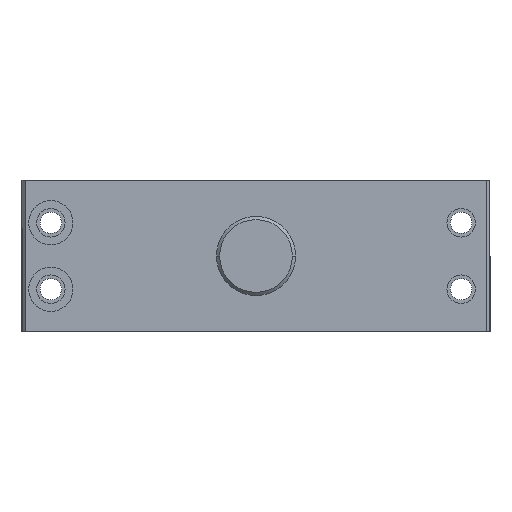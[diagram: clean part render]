
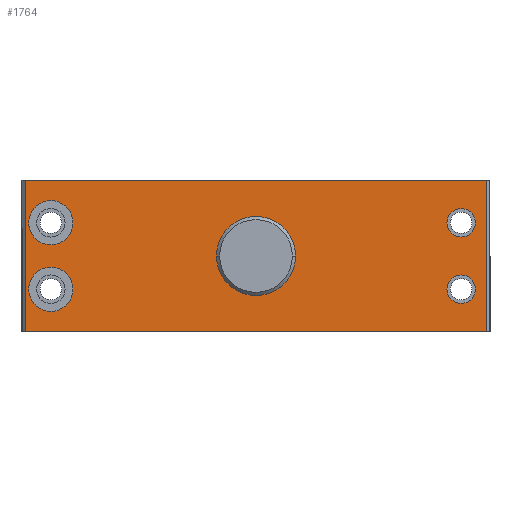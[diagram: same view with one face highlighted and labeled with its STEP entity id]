
A CAD part, left-side view. The second image highlights one B-rep face of the part: STEP entity #1764.
In plain terms, the highlighted planar face has unit normal (-1, 0, 0).
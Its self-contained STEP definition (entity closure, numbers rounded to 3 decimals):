
#59 = VERTEX_POINT ( 'NONE', #2169 ) ;
#70 = AXIS2_PLACEMENT_3D ( 'NONE', #2793, #127, #2804 ) ;
#127 = DIRECTION ( 'NONE',  ( -1., 0., 0. ) ) ;
#128 = ORIENTED_EDGE ( 'NONE', *, *, #2319, .F. ) ;
#197 = DIRECTION ( 'NONE',  ( -1., 0., 0. ) ) ;
#204 = VERTEX_POINT ( 'NONE', #2538 ) ;
#225 = CIRCLE ( 'NONE', #3311, 4.5 ) ;
#295 = AXIS2_PLACEMENT_3D ( 'NONE', #566, #1793, #889 ) ;
#343 = CIRCLE ( 'NONE', #3566, 7. ) ;
#377 = ORIENTED_EDGE ( 'NONE', *, *, #1027, .F. ) ;
#394 = ORIENTED_EDGE ( 'NONE', *, *, #2195, .F. ) ;
#471 = AXIS2_PLACEMENT_3D ( 'NONE', #1816, #2396, #2152 ) ;
#520 = DIRECTION ( 'NONE',  ( 0., 0., 1. ) ) ;
#566 = CARTESIAN_POINT ( 'NONE',  ( -109.231, 45.623, 10.5 ) ) ;
#567 = CIRCLE ( 'NONE', #2504, 7. ) ;
#616 = CARTESIAN_POINT ( 'NONE',  ( -109.231, -88.627, -10.5 ) ) ;
#655 = ORIENTED_EDGE ( 'NONE', *, *, #902, .F. ) ;
#662 = CARTESIAN_POINT ( 'NONE',  ( -109.231, 53.748, -24. ) ) ;
#663 = FACE_OUTER_BOUND ( 'NONE', #1479, .T. ) ;
#673 = DIRECTION ( 'NONE',  ( 0., 1., 0. ) ) ;
#709 = ORIENTED_EDGE ( 'NONE', *, *, #2591, .F. ) ;
#715 = DIRECTION ( 'NONE',  ( 0., -1., 0. ) ) ;
#776 = VERTEX_POINT ( 'NONE', #3947 ) ;
#816 = CARTESIAN_POINT ( 'NONE',  ( -109.231, -79.627, -10.5 ) ) ;
#825 = ORIENTED_EDGE ( 'NONE', *, *, #1674, .F. ) ;
#826 = CARTESIAN_POINT ( 'NONE',  ( -109.231, -92.252, -24. ) ) ;
#873 = AXIS2_PLACEMENT_3D ( 'NONE', #2587, #1131, #1082 ) ;
#888 = ORIENTED_EDGE ( 'NONE', *, *, #1594, .F. ) ;
#889 = DIRECTION ( 'NONE',  ( 0., 1., 0. ) ) ;
#902 = EDGE_CURVE ( 'NONE', #1957, #2645, #1447, .T. ) ;
#958 = CARTESIAN_POINT ( 'NONE',  ( -109.231, -92.252, -24. ) ) ;
#1012 = CARTESIAN_POINT ( 'NONE',  ( -109.231, 54.748, 24. ) ) ;
#1027 = EDGE_CURVE ( 'NONE', #1253, #1978, #3108, .T. ) ;
#1047 = CIRCLE ( 'NONE', #2136, 4.5 ) ;
#1077 = CARTESIAN_POINT ( 'NONE',  ( -109.231, -79.627, 10.5 ) ) ;
#1082 = DIRECTION ( 'NONE',  ( 0., -1., 0. ) ) ;
#1086 = ORIENTED_EDGE ( 'NONE', *, *, #1925, .T. ) ;
#1096 = DIRECTION ( 'NONE',  ( 1., 0., 0. ) ) ;
#1101 = ORIENTED_EDGE ( 'NONE', *, *, #3822, .T. ) ;
#1105 = CARTESIAN_POINT ( 'NONE',  ( -109.231, -84.127, 10.5 ) ) ;
#1131 = DIRECTION ( 'NONE',  ( 1., 0., 0. ) ) ;
#1185 = CIRCLE ( 'NONE', #873, 7. ) ;
#1253 = VERTEX_POINT ( 'NONE', #2929 ) ;
#1289 = DIRECTION ( 'NONE',  ( 0., -1., 0. ) ) ;
#1296 = DIRECTION ( 'NONE',  ( 0., 0., -1. ) ) ;
#1313 = AXIS2_PLACEMENT_3D ( 'NONE', #1105, #197, #1734 ) ;
#1314 = FACE_BOUND ( 'NONE', #1906, .T. ) ;
#1347 = CARTESIAN_POINT ( 'NONE',  ( -109.231, -31.752, 0. ) ) ;
#1364 = PLANE ( 'NONE',  #3223 ) ;
#1438 = CIRCLE ( 'NONE', #70, 4.5 ) ;
#1447 = CIRCLE ( 'NONE', #1890, 12.5 ) ;
#1460 = VECTOR ( 'NONE', #3766, 1000. ) ;
#1479 = EDGE_LOOP ( 'NONE', ( #1086, #3374, #888, #3412 ) ) ;
#1516 = DIRECTION ( 'NONE',  ( -1., 0., 0. ) ) ;
#1545 = CARTESIAN_POINT ( 'NONE',  ( -109.231, 45.623, 10.5 ) ) ;
#1546 = FACE_BOUND ( 'NONE', #3725, .T. ) ;
#1585 = CARTESIAN_POINT ( 'NONE',  ( -109.231, -92.252, 24. ) ) ;
#1594 = EDGE_CURVE ( 'NONE', #2662, #2518, #3899, .T. ) ;
#1658 = CIRCLE ( 'NONE', #471, 12.5 ) ;
#1674 = EDGE_CURVE ( 'NONE', #1978, #1253, #225, .T. ) ;
#1679 = DIRECTION ( 'NONE',  ( 0., -1., 0. ) ) ;
#1707 = EDGE_LOOP ( 'NONE', ( #3586, #1101 ) ) ;
#1734 = DIRECTION ( 'NONE',  ( 0., -1., 0. ) ) ;
#1764 = ADVANCED_FACE ( 'NONE', ( #3249, #1546, #3896, #663, #1314, #3547 ), #1364, .T. ) ;
#1793 = DIRECTION ( 'NONE',  ( 1., 0., 0. ) ) ;
#1816 = CARTESIAN_POINT ( 'NONE',  ( -109.231, -19.252, 0. ) ) ;
#1890 = AXIS2_PLACEMENT_3D ( 'NONE', #3500, #1981, #3718 ) ;
#1906 = EDGE_LOOP ( 'NONE', ( #128, #655 ) ) ;
#1925 = EDGE_CURVE ( 'NONE', #59, #2469, #3064, .T. ) ;
#1957 = VERTEX_POINT ( 'NONE', #1347 ) ;
#1971 = CARTESIAN_POINT ( 'NONE',  ( -109.231, 54.748, -24. ) ) ;
#1978 = VERTEX_POINT ( 'NONE', #1077 ) ;
#1981 = DIRECTION ( 'NONE',  ( -1., 0., 0. ) ) ;
#2113 = VERTEX_POINT ( 'NONE', #616 ) ;
#2136 = AXIS2_PLACEMENT_3D ( 'NONE', #3949, #1516, #3004 ) ;
#2152 = DIRECTION ( 'NONE',  ( 0., -1., 0. ) ) ;
#2169 = CARTESIAN_POINT ( 'NONE',  ( -109.231, 53.748, -24. ) ) ;
#2195 = EDGE_CURVE ( 'NONE', #2113, #2942, #1047, .T. ) ;
#2291 = VERTEX_POINT ( 'NONE', #3054 ) ;
#2319 = EDGE_CURVE ( 'NONE', #2645, #1957, #1658, .T. ) ;
#2321 = ORIENTED_EDGE ( 'NONE', *, *, #3557, .T. ) ;
#2392 = VECTOR ( 'NONE', #520, 1000. ) ;
#2396 = DIRECTION ( 'NONE',  ( -1., 0., 0. ) ) ;
#2469 = VERTEX_POINT ( 'NONE', #958 ) ;
#2487 = CARTESIAN_POINT ( 'NONE',  ( -109.231, -84.127, 10.5 ) ) ;
#2493 = VECTOR ( 'NONE', #1296, 1000. ) ;
#2504 = AXIS2_PLACEMENT_3D ( 'NONE', #2537, #1096, #2839 ) ;
#2518 = VERTEX_POINT ( 'NONE', #1585 ) ;
#2537 = CARTESIAN_POINT ( 'NONE',  ( -109.231, 45.623, -10.5 ) ) ;
#2538 = CARTESIAN_POINT ( 'NONE',  ( -109.231, 38.623, 10.5 ) ) ;
#2573 = LINE ( 'NONE', #826, #2392 ) ;
#2587 = CARTESIAN_POINT ( 'NONE',  ( -109.231, 45.623, -10.5 ) ) ;
#2591 = EDGE_CURVE ( 'NONE', #2942, #2113, #1438, .T. ) ;
#2645 = VERTEX_POINT ( 'NONE', #3404 ) ;
#2658 = CARTESIAN_POINT ( 'NONE',  ( -109.231, 52.623, 10.5 ) ) ;
#2662 = VERTEX_POINT ( 'NONE', #3751 ) ;
#2715 = EDGE_LOOP ( 'NONE', ( #394, #709 ) ) ;
#2793 = CARTESIAN_POINT ( 'NONE',  ( -109.231, -84.127, -10.5 ) ) ;
#2797 = EDGE_CURVE ( 'NONE', #2291, #776, #567, .T. ) ;
#2804 = DIRECTION ( 'NONE',  ( 0., -1., 0. ) ) ;
#2839 = DIRECTION ( 'NONE',  ( 0., -1., 0. ) ) ;
#2904 = EDGE_CURVE ( 'NONE', #2469, #2518, #2573, .T. ) ;
#2916 = CIRCLE ( 'NONE', #295, 7. ) ;
#2929 = CARTESIAN_POINT ( 'NONE',  ( -109.231, -88.627, 10.5 ) ) ;
#2942 = VERTEX_POINT ( 'NONE', #816 ) ;
#3004 = DIRECTION ( 'NONE',  ( 0., -1., 0. ) ) ;
#3016 = ORIENTED_EDGE ( 'NONE', *, *, #2797, .T. ) ;
#3054 = CARTESIAN_POINT ( 'NONE',  ( -109.231, 38.623, -10.5 ) ) ;
#3062 = VECTOR ( 'NONE', #715, 1000. ) ;
#3064 = LINE ( 'NONE', #3147, #1460 ) ;
#3088 = DIRECTION ( 'NONE',  ( -1., 0., 0. ) ) ;
#3107 = EDGE_CURVE ( 'NONE', #204, #3890, #343, .T. ) ;
#3108 = CIRCLE ( 'NONE', #1313, 4.5 ) ;
#3147 = CARTESIAN_POINT ( 'NONE',  ( -109.231, 54.748, -24. ) ) ;
#3170 = EDGE_CURVE ( 'NONE', #2662, #59, #3364, .T. ) ;
#3223 = AXIS2_PLACEMENT_3D ( 'NONE', #1971, #3810, #1679 ) ;
#3249 = FACE_BOUND ( 'NONE', #2715, .T. ) ;
#3311 = AXIS2_PLACEMENT_3D ( 'NONE', #2487, #3088, #1289 ) ;
#3364 = LINE ( 'NONE', #662, #2493 ) ;
#3374 = ORIENTED_EDGE ( 'NONE', *, *, #2904, .T. ) ;
#3404 = CARTESIAN_POINT ( 'NONE',  ( -109.231, -6.752, 0. ) ) ;
#3412 = ORIENTED_EDGE ( 'NONE', *, *, #3170, .T. ) ;
#3421 = EDGE_LOOP ( 'NONE', ( #3016, #2321 ) ) ;
#3500 = CARTESIAN_POINT ( 'NONE',  ( -109.231, -19.252, 0. ) ) ;
#3547 = FACE_BOUND ( 'NONE', #3421, .T. ) ;
#3557 = EDGE_CURVE ( 'NONE', #776, #2291, #1185, .T. ) ;
#3566 = AXIS2_PLACEMENT_3D ( 'NONE', #1545, #3710, #673 ) ;
#3586 = ORIENTED_EDGE ( 'NONE', *, *, #3107, .T. ) ;
#3710 = DIRECTION ( 'NONE',  ( 1., 0., 0. ) ) ;
#3718 = DIRECTION ( 'NONE',  ( 0., -1., 0. ) ) ;
#3725 = EDGE_LOOP ( 'NONE', ( #377, #825 ) ) ;
#3751 = CARTESIAN_POINT ( 'NONE',  ( -109.231, 53.748, 24. ) ) ;
#3766 = DIRECTION ( 'NONE',  ( 0., -1., 0. ) ) ;
#3810 = DIRECTION ( 'NONE',  ( -1., 0., 0. ) ) ;
#3822 = EDGE_CURVE ( 'NONE', #3890, #204, #2916, .T. ) ;
#3890 = VERTEX_POINT ( 'NONE', #2658 ) ;
#3896 = FACE_BOUND ( 'NONE', #1707, .T. ) ;
#3899 = LINE ( 'NONE', #1012, #3062 ) ;
#3947 = CARTESIAN_POINT ( 'NONE',  ( -109.231, 52.623, -10.5 ) ) ;
#3949 = CARTESIAN_POINT ( 'NONE',  ( -109.231, -84.127, -10.5 ) ) ;
